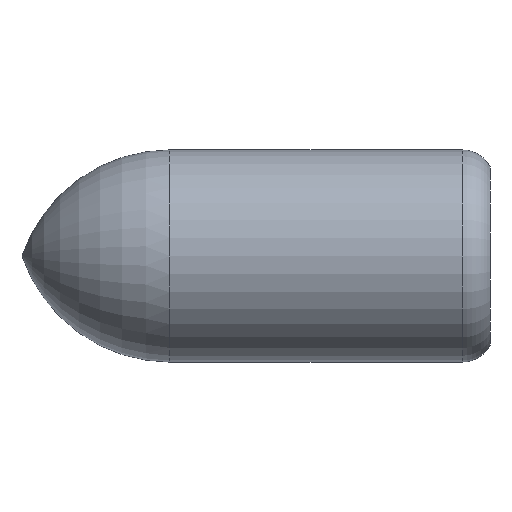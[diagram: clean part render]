
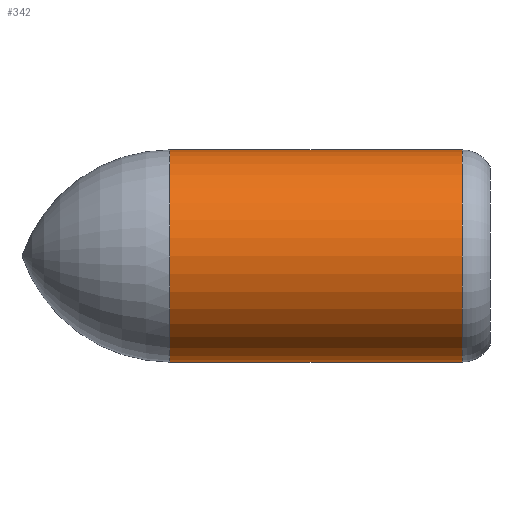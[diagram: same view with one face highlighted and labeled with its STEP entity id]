
A CAD part, left-side view. The second image highlights one B-rep face of the part: STEP entity #342.
In plain terms, the highlighted cylindrical face has radius 3.4 mm (diameter 6.8 mm), a partial arc.
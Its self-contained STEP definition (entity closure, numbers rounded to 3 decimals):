
#17 = DIRECTION ( 'NONE',  ( 0., -1., 0. ) ) ;
#22 = CARTESIAN_POINT ( 'NONE',  ( 0., 10.263, 3.4 ) ) ;
#32 = EDGE_CURVE ( 'NONE', #106, #211, #151, .T. ) ;
#51 = CARTESIAN_POINT ( 'NONE',  ( 0., 0., 3.4 ) ) ;
#53 = CARTESIAN_POINT ( 'NONE',  ( 0., 0., 0. ) ) ;
#56 = DIRECTION ( 'NONE',  ( 0., 0., -1. ) ) ;
#59 = DIRECTION ( 'NONE',  ( 0., -1., 0. ) ) ;
#64 = CARTESIAN_POINT ( 'NONE',  ( 0., 0.89, 0. ) ) ;
#70 = CARTESIAN_POINT ( 'NONE',  ( 0., 0.89, 3.4 ) ) ;
#74 = CYLINDRICAL_SURFACE ( 'NONE', #258, 3.4 ) ;
#75 = FACE_OUTER_BOUND ( 'NONE', #159, .T. ) ;
#78 = VECTOR ( 'NONE', #17, 1000. ) ;
#79 = ORIENTED_EDGE ( 'NONE', *, *, #341, .F. ) ;
#85 = VECTOR ( 'NONE', #214, 1000. ) ;
#86 = LINE ( 'NONE', #51, #78 ) ;
#87 = LINE ( 'NONE', #167, #85 ) ;
#98 = CARTESIAN_POINT ( 'NONE',  ( 0., 10.263, 0. ) ) ;
#101 = VERTEX_POINT ( 'NONE', #332 ) ;
#106 = VERTEX_POINT ( 'NONE', #70 ) ;
#122 = DIRECTION ( 'NONE',  ( 0., -1., 0. ) ) ;
#128 = CIRCLE ( 'NONE', #299, 3.4 ) ;
#151 = CIRCLE ( 'NONE', #259, 3.4 ) ;
#159 = EDGE_LOOP ( 'NONE', ( #79, #252, #168, #246 ) ) ;
#167 = CARTESIAN_POINT ( 'NONE',  ( 0., 0., -3.4 ) ) ;
#168 = ORIENTED_EDGE ( 'NONE', *, *, #335, .T. ) ;
#211 = VERTEX_POINT ( 'NONE', #306 ) ;
#214 = DIRECTION ( 'NONE',  ( 0., -1., 0. ) ) ;
#230 = VERTEX_POINT ( 'NONE', #22 ) ;
#246 = ORIENTED_EDGE ( 'NONE', *, *, #32, .F. ) ;
#252 = ORIENTED_EDGE ( 'NONE', *, *, #267, .T. ) ;
#258 = AXIS2_PLACEMENT_3D ( 'NONE', #53, #59, #56 ) ;
#259 = AXIS2_PLACEMENT_3D ( 'NONE', #64, #319, #271 ) ;
#267 = EDGE_CURVE ( 'NONE', #230, #101, #128, .T. ) ;
#271 = DIRECTION ( 'NONE',  ( 0., 0., -1. ) ) ;
#276 = DIRECTION ( 'NONE',  ( 0., 0., -1. ) ) ;
#299 = AXIS2_PLACEMENT_3D ( 'NONE', #98, #122, #276 ) ;
#306 = CARTESIAN_POINT ( 'NONE',  ( 0., 0.89, -3.4 ) ) ;
#319 = DIRECTION ( 'NONE',  ( 0., -1., 0. ) ) ;
#332 = CARTESIAN_POINT ( 'NONE',  ( 0., 10.263, -3.4 ) ) ;
#335 = EDGE_CURVE ( 'NONE', #101, #211, #87, .T. ) ;
#341 = EDGE_CURVE ( 'NONE', #230, #106, #86, .T. ) ;
#342 = ADVANCED_FACE ( 'NONE', ( #75 ), #74, .T. ) ;
